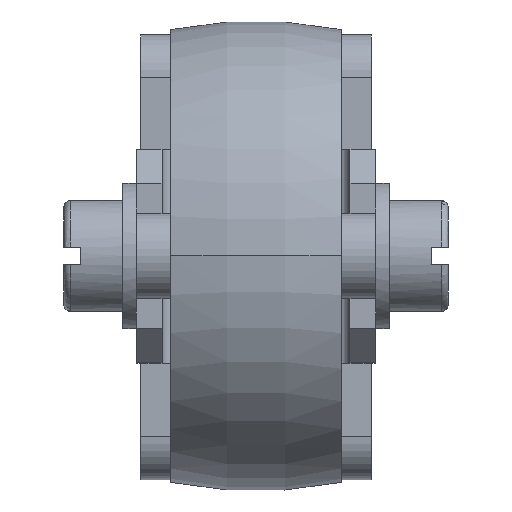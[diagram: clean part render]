
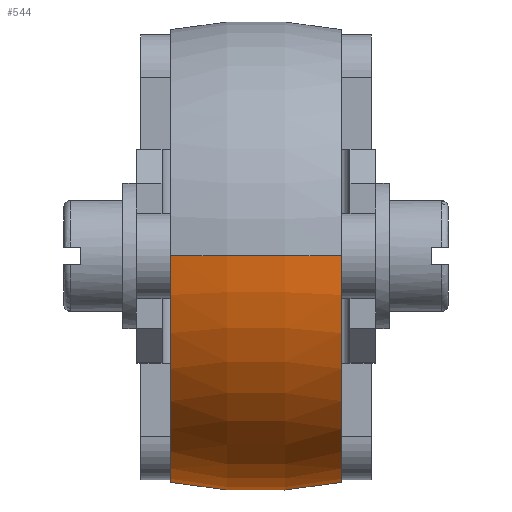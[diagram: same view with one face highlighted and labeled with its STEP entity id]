
A CAD part, top view. The second image highlights one B-rep face of the part: STEP entity #544.
In plain terms, the highlighted toroidal (fillet/blend) face has major radius 22.5 mm and minor radius 50 mm.
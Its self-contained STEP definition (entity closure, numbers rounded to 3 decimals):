
#544=ADVANCED_FACE('',(#1544),#1545,.T.);
#1544=FACE_OUTER_BOUND('',#3074,.T.);
#1545=TOROIDAL_SURFACE('',#3075,-22.5,50.);
#3074=EDGE_LOOP('',(#4642,#4643,#4644,#4645));
#3075=AXIS2_PLACEMENT_3D('',#4646,#4647,#4648);
#4642=ORIENTED_EDGE('',*,*,#8931,.F.);
#4643=ORIENTED_EDGE('',*,*,#8932,.T.);
#4644=ORIENTED_EDGE('',*,*,#8933,.F.);
#4645=ORIENTED_EDGE('',*,*,#8934,.F.);
#4646=CARTESIAN_POINT('',(13.5,0.0,104.0));
#4647=DIRECTION('',(-1.0,0.0,0.0));
#4648=DIRECTION('',(0.0,0.0,-1.0));
#8931=EDGE_CURVE('',#10656,#10657,#10658,.T.);
#8932=EDGE_CURVE('',#10656,#10659,#10660,.T.);
#8933=EDGE_CURVE('',#10661,#10659,#10662,.T.);
#8934=EDGE_CURVE('',#10657,#10661,#10663,.T.);
#10656=VERTEX_POINT('',#13160);
#10657=VERTEX_POINT('',#13161);
#10658=CIRCLE('',#13162,50.);
#10659=VERTEX_POINT('',#13163);
#10660=CIRCLE('',#13164,26.49);
#10661=VERTEX_POINT('',#13165);
#10662=CIRCLE('',#13166,50.);
#10663=CIRCLE('',#13167,26.49);
#13160=CARTESIAN_POINT('',(23.5,0.,77.51));
#13161=CARTESIAN_POINT('',(3.5,0.,77.51));
#13162=AXIS2_PLACEMENT_3D('',#16682,#16683,#16684);
#13163=CARTESIAN_POINT('',(23.5,0.0,130.49));
#13164=AXIS2_PLACEMENT_3D('',#16685,#16686,#16687);
#13165=CARTESIAN_POINT('',(3.5,0.0,130.49));
#13166=AXIS2_PLACEMENT_3D('',#16688,#16689,#16690);
#13167=AXIS2_PLACEMENT_3D('',#16691,#16692,#16693);
#16682=CARTESIAN_POINT('',(13.5,0.,126.5));
#16683=DIRECTION('',(0.0,1.0,0.));
#16684=DIRECTION('',(-0.0,0.,-1.0));
#16685=CARTESIAN_POINT('',(23.5,0.0,104.0));
#16686=DIRECTION('',(-1.0,0.0,0.0));
#16687=DIRECTION('',(0.0,0.0,1.0));
#16688=CARTESIAN_POINT('',(13.5,0.,81.5));
#16689=DIRECTION('',(0.0,1.0,0.));
#16690=DIRECTION('',(0.0,0.,1.0));
#16691=CARTESIAN_POINT('',(3.5,0.0,104.0));
#16692=DIRECTION('',(-1.0,0.0,0.0));
#16693=DIRECTION('',(0.0,0.0,1.0));
